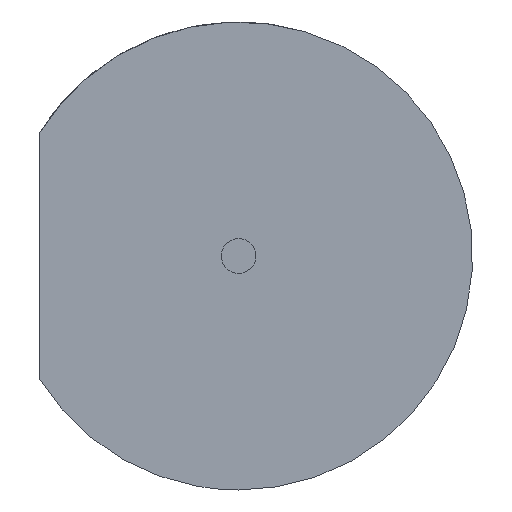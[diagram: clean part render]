
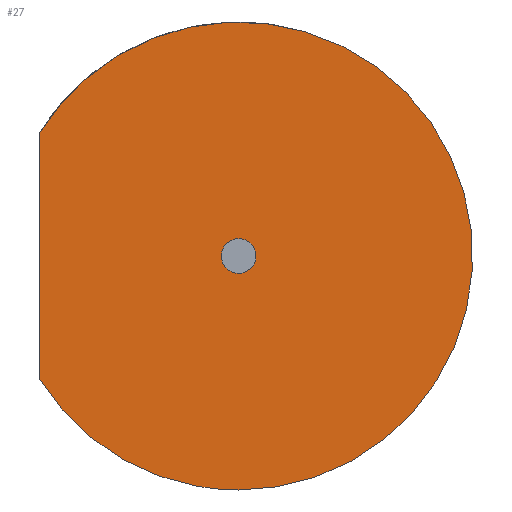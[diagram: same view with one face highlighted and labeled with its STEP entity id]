
A CAD part, front view. The second image highlights one B-rep face of the part: STEP entity #27.
In plain terms, the highlighted planar face has unit normal (0, -1, 0).
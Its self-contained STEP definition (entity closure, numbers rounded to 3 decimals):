
#24=FACE_BOUND('',#46,.T.);
#27=ADVANCED_FACE('',(#36,#24),#137,.T.);
#36=FACE_OUTER_BOUND('',#45,.T.);
#45=EDGE_LOOP('',(#60,#61,#62));
#46=EDGE_LOOP('',(#63,#64));
#60=ORIENTED_EDGE('',*,*,#95,.T.);
#61=ORIENTED_EDGE('',*,*,#97,.T.);
#62=ORIENTED_EDGE('',*,*,#89,.T.);
#63=ORIENTED_EDGE('',*,*,#100,.T.);
#64=ORIENTED_EDGE('',*,*,#106,.T.);
#89=EDGE_CURVE('',#125,#131,#113,.T.);
#95=EDGE_CURVE('',#131,#130,#111,.T.);
#97=EDGE_CURVE('',#130,#125,#115,.T.);
#100=EDGE_CURVE('',#133,#135,#118,.T.);
#106=EDGE_CURVE('',#135,#133,#124,.T.);
#111=B_SPLINE_CURVE_WITH_KNOTS('',1,(#315,#316),.UNSPECIFIED.,.F.,.F.,(2,
2),(-19.952,-6.177),.UNSPECIFIED.);
#113=(
BOUNDED_CURVE()
B_SPLINE_CURVE(2,(#279,#280,#281,#282,#283,#284,#285,#286,#287),
 .UNSPECIFIED.,.F.,.F.)
B_SPLINE_CURVE_WITH_KNOTS((3,2,2,2,3),(0.,13.68,27.359,
41.039,54.293),.UNSPECIFIED.)
CURVE()
GEOMETRIC_REPRESENTATION_ITEM()
RATIONAL_B_SPLINE_CURVE((1.,0.866,1.,0.866,1.,0.866,
1.,0.874,1.))
REPRESENTATION_ITEM('')
);
#115=(
BOUNDED_CURVE()
B_SPLINE_CURVE(2,(#319,#320,#321),.UNSPECIFIED.,.F.,.F.)
B_SPLINE_CURVE_WITH_KNOTS((3,3),(68.837,82.086),
 .UNSPECIFIED.)
CURVE()
GEOMETRIC_REPRESENTATION_ITEM()
RATIONAL_B_SPLINE_CURVE((1.,0.874,1.))
REPRESENTATION_ITEM('')
);
#118=(
BOUNDED_CURVE()
B_SPLINE_CURVE(2,(#330,#331,#332,#333,#334),.UNSPECIFIED.,.F.,.F.)
B_SPLINE_CURVE_WITH_KNOTS((3,2,3),(-7.854,-5.89,
-3.927),.UNSPECIFIED.)
CURVE()
GEOMETRIC_REPRESENTATION_ITEM()
RATIONAL_B_SPLINE_CURVE((1.,0.707,1.,0.707,1.))
REPRESENTATION_ITEM('')
);
#124=(
BOUNDED_CURVE()
B_SPLINE_CURVE(2,(#350,#351,#352,#353,#354),.UNSPECIFIED.,.F.,.F.)
B_SPLINE_CURVE_WITH_KNOTS((3,2,3),(-3.927,-1.963,
0.),.UNSPECIFIED.)
CURVE()
GEOMETRIC_REPRESENTATION_ITEM()
RATIONAL_B_SPLINE_CURVE((1.,0.707,1.,0.707,1.))
REPRESENTATION_ITEM('')
);
#125=VERTEX_POINT('',#267);
#130=VERTEX_POINT('',#272);
#131=VERTEX_POINT('',#273);
#133=VERTEX_POINT('',#275);
#135=VERTEX_POINT('',#277);
#137=PLANE('',#166);
#166=AXIS2_PLACEMENT_3D('',#211,#172,$);
#172=DIRECTION('',(0.,-1.,0.));
#211=CARTESIAN_POINT('',(31.843,7.161,12.4));
#267=CARTESIAN_POINT('',(14.62,7.161,-21.708));
#272=CARTESIAN_POINT('',(0.271,7.161,-13.725));
#273=CARTESIAN_POINT('',(0.271,7.161,4.079));
#275=CARTESIAN_POINT('',(15.87,7.161,-4.823));
#277=CARTESIAN_POINT('',(13.37,7.161,-4.823));
#279=CARTESIAN_POINT('',(14.62,7.161,-21.708));
#280=CARTESIAN_POINT('',(24.367,7.161,-21.708));
#281=CARTESIAN_POINT('',(29.242,7.161,-13.267));
#282=CARTESIAN_POINT('',(34.117,7.161,-4.826));
#283=CARTESIAN_POINT('',(29.245,7.161,3.617));
#284=CARTESIAN_POINT('',(24.372,7.161,12.059));
#285=CARTESIAN_POINT('',(14.625,7.161,12.062));
#286=CARTESIAN_POINT('',(5.226,7.161,12.065));
#287=CARTESIAN_POINT('',(0.271,7.161,4.079));
#315=CARTESIAN_POINT('',(0.271,7.161,4.079));
#316=CARTESIAN_POINT('',(0.271,7.161,-13.725));
#319=CARTESIAN_POINT('',(0.271,7.161,-13.725));
#320=CARTESIAN_POINT('',(5.225,7.161,-21.708));
#321=CARTESIAN_POINT('',(14.62,7.161,-21.708));
#330=CARTESIAN_POINT('',(15.87,7.161,-4.823));
#331=CARTESIAN_POINT('',(15.87,7.161,-6.073));
#332=CARTESIAN_POINT('',(14.62,7.161,-6.073));
#333=CARTESIAN_POINT('',(13.37,7.161,-6.073));
#334=CARTESIAN_POINT('',(13.37,7.161,-4.823));
#350=CARTESIAN_POINT('',(13.37,7.161,-4.823));
#351=CARTESIAN_POINT('',(13.37,7.161,-3.573));
#352=CARTESIAN_POINT('',(14.62,7.161,-3.573));
#353=CARTESIAN_POINT('',(15.87,7.161,-3.573));
#354=CARTESIAN_POINT('',(15.87,7.161,-4.823));
